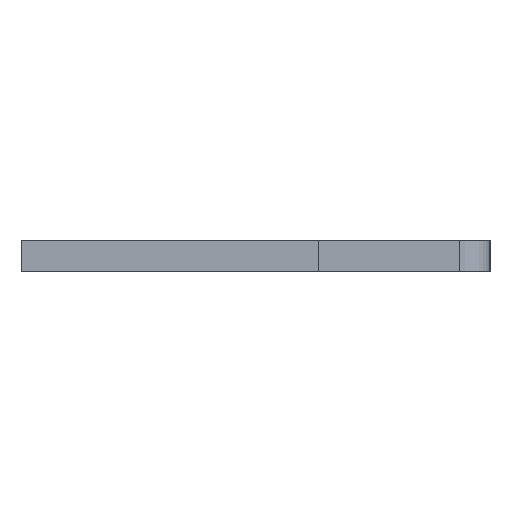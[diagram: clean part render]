
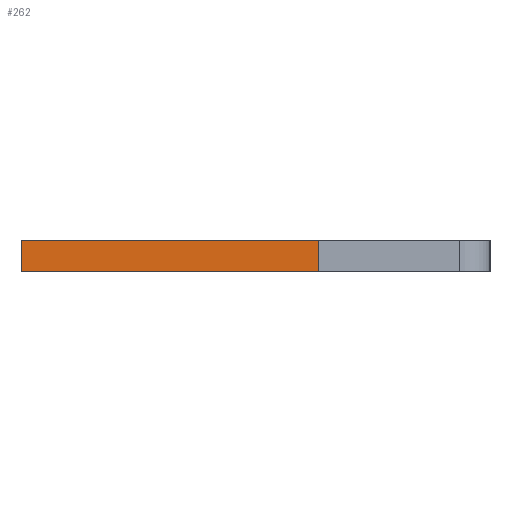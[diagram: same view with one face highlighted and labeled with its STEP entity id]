
A CAD part, left-side view. The second image highlights one B-rep face of the part: STEP entity #262.
In plain terms, the highlighted face is planar.
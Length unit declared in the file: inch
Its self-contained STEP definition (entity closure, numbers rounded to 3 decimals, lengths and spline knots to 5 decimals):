
#5 = LINE ( 'NONE', #1032, #597 ) ;
#71 = EDGE_CURVE ( 'NONE', #1071, #255, #5, .T. ) ;
#85 = DIRECTION ( 'NONE',  ( -1., 0., 0. ) ) ;
#103 = CARTESIAN_POINT ( 'NONE',  ( 0.01, 0.15, -0.04 ) ) ;
#138 = CARTESIAN_POINT ( 'NONE',  ( 0.01, 0.15, -0.04 ) ) ;
#148 = VECTOR ( 'NONE', #499, 39.37008 ) ;
#178 = VECTOR ( 'NONE', #85, 39.37008 ) ;
#231 = DIRECTION ( 'NONE',  ( -1., 0., 0. ) ) ;
#255 = VERTEX_POINT ( 'NONE', #947 ) ;
#262 = ADVANCED_FACE ( 'NONE', ( #564 ), #969, .F. ) ;
#301 = CARTESIAN_POINT ( 'NONE',  ( 0.01, -0.04, -0.04 ) ) ;
#348 = DIRECTION ( 'NONE',  ( 1., 0., 0. ) ) ;
#364 = DIRECTION ( 'NONE',  ( 0., 0., 1. ) ) ;
#368 = LINE ( 'NONE', #573, #1111 ) ;
#454 = AXIS2_PLACEMENT_3D ( 'NONE', #138, #364, #348 ) ;
#461 = LINE ( 'NONE', #598, #148 ) ;
#499 = DIRECTION ( 'NONE',  ( 0., 1., 0. ) ) ;
#500 = EDGE_CURVE ( 'NONE', #1088, #1071, #368, .T. ) ;
#511 = ORIENTED_EDGE ( 'NONE', *, *, #500, .F. ) ;
#564 = FACE_OUTER_BOUND ( 'NONE', #893, .T. ) ;
#573 = CARTESIAN_POINT ( 'NONE',  ( 0.01, 0.15, -0.04 ) ) ;
#597 = VECTOR ( 'NONE', #231, 39.37008 ) ;
#598 = CARTESIAN_POINT ( 'NONE',  ( -0.01, 0.15, -0.04 ) ) ;
#613 = ORIENTED_EDGE ( 'NONE', *, *, #692, .T. ) ;
#642 = VERTEX_POINT ( 'NONE', #686 ) ;
#686 = CARTESIAN_POINT ( 'NONE',  ( -0.01, -0.04, -0.04 ) ) ;
#692 = EDGE_CURVE ( 'NONE', #1088, #642, #1068, .T. ) ;
#751 = EDGE_CURVE ( 'NONE', #642, #255, #461, .T. ) ;
#781 = DIRECTION ( 'NONE',  ( 0., 1., 0. ) ) ;
#816 = ORIENTED_EDGE ( 'NONE', *, *, #751, .T. ) ;
#893 = EDGE_LOOP ( 'NONE', ( #816, #1308, #511, #613 ) ) ;
#947 = CARTESIAN_POINT ( 'NONE',  ( -0.01, 0.15, -0.04 ) ) ;
#969 = PLANE ( 'NONE',  #454 ) ;
#1016 = CARTESIAN_POINT ( 'NONE',  ( 0.01, -0.04, -0.04 ) ) ;
#1032 = CARTESIAN_POINT ( 'NONE',  ( 0.01, 0.15, -0.04 ) ) ;
#1068 = LINE ( 'NONE', #301, #178 ) ;
#1071 = VERTEX_POINT ( 'NONE', #103 ) ;
#1088 = VERTEX_POINT ( 'NONE', #1016 ) ;
#1111 = VECTOR ( 'NONE', #781, 39.37008 ) ;
#1308 = ORIENTED_EDGE ( 'NONE', *, *, #71, .F. ) ;
